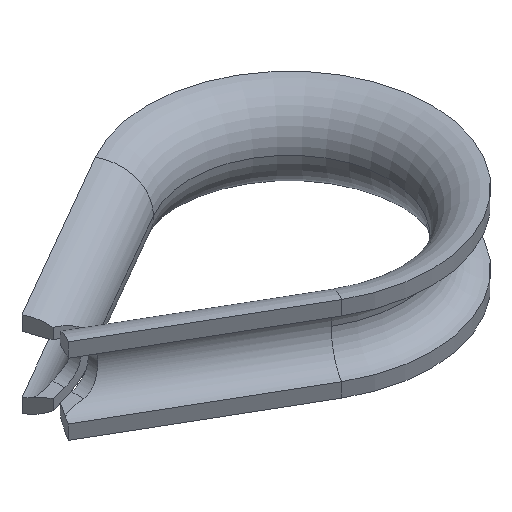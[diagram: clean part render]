
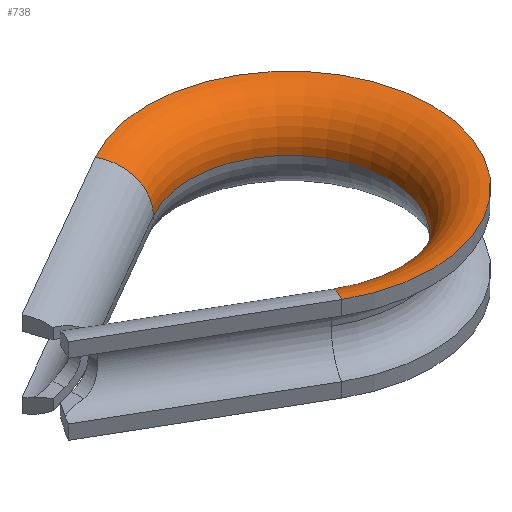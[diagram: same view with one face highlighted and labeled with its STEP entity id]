
A CAD part, isometric view. The second image highlights one B-rep face of the part: STEP entity #738.
In plain terms, the highlighted toroidal (fillet/blend) face has major radius 10 mm and minor radius 3 mm.
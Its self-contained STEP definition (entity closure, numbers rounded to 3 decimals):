
#28 = CARTESIAN_POINT ( 'NONE',  ( 0., 0., 0. ) ) ;
#33 = VERTEX_POINT ( 'NONE', #917 ) ;
#35 = DIRECTION ( 'NONE',  ( -0.866, -0.5, 0. ) ) ;
#99 = CARTESIAN_POINT ( 'NONE',  ( -5., -8.66, 3. ) ) ;
#110 = EDGE_CURVE ( 'NONE', #848, #723, #575, .T. ) ;
#187 = AXIS2_PLACEMENT_3D ( 'NONE', #676, #806, #388 ) ;
#214 = AXIS2_PLACEMENT_3D ( 'NONE', #747, #257, #599 ) ;
#234 = DIRECTION ( 'NONE',  ( -1., 0., 0. ) ) ;
#239 = CARTESIAN_POINT ( 'NONE',  ( 0., 0., 3. ) ) ;
#257 = DIRECTION ( 'NONE',  ( 0.866, -0.5, 0. ) ) ;
#352 = ORIENTED_EDGE ( 'NONE', *, *, #110, .T. ) ;
#388 = DIRECTION ( 'NONE',  ( -1., 0., 0. ) ) ;
#401 = DIRECTION ( 'NONE',  ( 0., 0., -1. ) ) ;
#403 = ORIENTED_EDGE ( 'NONE', *, *, #494, .T. ) ;
#409 = EDGE_LOOP ( 'NONE', ( #617, #403, #352, #540 ) ) ;
#460 = DIRECTION ( 'NONE',  ( 0., 0., 1. ) ) ;
#473 = CARTESIAN_POINT ( 'NONE',  ( -5., 8.66, 0. ) ) ;
#494 = EDGE_CURVE ( 'NONE', #33, #848, #632, .T. ) ;
#529 = DIRECTION ( 'NONE',  ( 0., 1., 0. ) ) ;
#540 = ORIENTED_EDGE ( 'NONE', *, *, #606, .F. ) ;
#575 = CIRCLE ( 'NONE', #214, 3. ) ;
#599 = DIRECTION ( 'NONE',  ( 0., 0., 1. ) ) ;
#606 = EDGE_CURVE ( 'NONE', #767, #723, #772, .T. ) ;
#617 = ORIENTED_EDGE ( 'NONE', *, *, #882, .F. ) ;
#632 = CIRCLE ( 'NONE', #657, 7. ) ;
#657 = AXIS2_PLACEMENT_3D ( 'NONE', #28, #401, #529 ) ;
#675 = DIRECTION ( 'NONE',  ( 0., 0., -1. ) ) ;
#676 = CARTESIAN_POINT ( 'NONE',  ( 0., 0., 0. ) ) ;
#678 = FACE_OUTER_BOUND ( 'NONE', #409, .T. ) ;
#680 = AXIS2_PLACEMENT_3D ( 'NONE', #473, #35, #460 ) ;
#723 = VERTEX_POINT ( 'NONE', #99 ) ;
#734 = CIRCLE ( 'NONE', #680, 3. ) ;
#738 = ADVANCED_FACE ( 'NONE', ( #678 ), #849, .T. ) ;
#747 = CARTESIAN_POINT ( 'NONE',  ( -5., -8.66, 0. ) ) ;
#767 = VERTEX_POINT ( 'NONE', #812 ) ;
#772 = CIRCLE ( 'NONE', #827, 10. ) ;
#778 = CARTESIAN_POINT ( 'NONE',  ( -3.5, -6.062, 0. ) ) ;
#806 = DIRECTION ( 'NONE',  ( 0., 0., -1. ) ) ;
#812 = CARTESIAN_POINT ( 'NONE',  ( -5., 8.66, 3. ) ) ;
#827 = AXIS2_PLACEMENT_3D ( 'NONE', #239, #675, #234 ) ;
#848 = VERTEX_POINT ( 'NONE', #778 ) ;
#849 = TOROIDAL_SURFACE ( 'NONE', #187, 10., 3. ) ;
#882 = EDGE_CURVE ( 'NONE', #33, #767, #734, .T. ) ;
#917 = CARTESIAN_POINT ( 'NONE',  ( -3.5, 6.062, 0. ) ) ;
